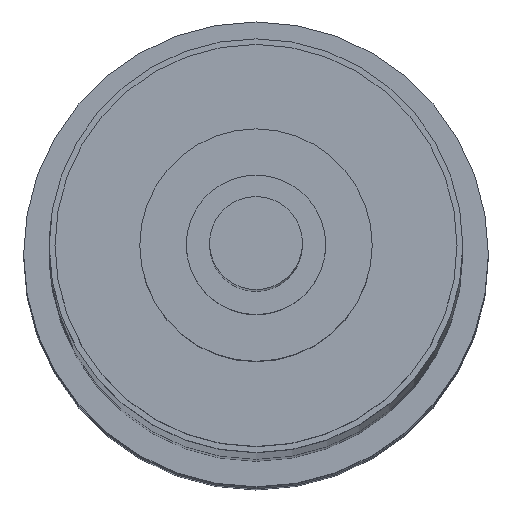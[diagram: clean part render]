
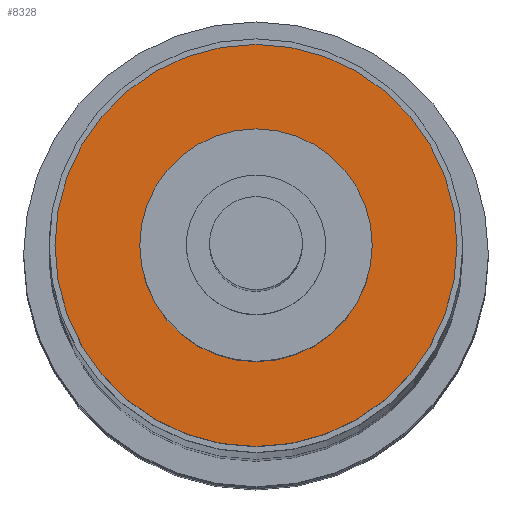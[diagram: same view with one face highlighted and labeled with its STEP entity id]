
A CAD part, top view. The second image highlights one B-rep face of the part: STEP entity #8328.
In plain terms, the highlighted planar face has unit normal (0, 0, 1).
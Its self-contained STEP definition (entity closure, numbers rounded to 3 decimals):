
#513 = CARTESIAN_POINT ( 'NONE',  ( 0.5, 0., 23. ) ) ;
#1051 = ORIENTED_EDGE ( 'NONE', *, *, #5347, .T. ) ;
#1186 = AXIS2_PLACEMENT_3D ( 'NONE', #8772, #8760, #8752 ) ;
#1547 = EDGE_LOOP ( 'NONE', ( #4364, #7095 ) ) ;
#2027 = EDGE_CURVE ( 'NONE', #7778, #7956, #7289, .T. ) ;
#2250 = VERTEX_POINT ( 'NONE', #5677 ) ;
#3417 = EDGE_CURVE ( 'NONE', #4431, #2250, #5838, .T. ) ;
#4323 = AXIS2_PLACEMENT_3D ( 'NONE', #9384, #4404, #10216 ) ;
#4364 = ORIENTED_EDGE ( 'NONE', *, *, #5995, .F. ) ;
#4404 = DIRECTION ( 'NONE',  ( 0., 0., -1. ) ) ;
#4431 = VERTEX_POINT ( 'NONE', #7284 ) ;
#5071 = CIRCLE ( 'NONE', #7681, 0.5 ) ;
#5165 = CARTESIAN_POINT ( 'NONE',  ( -0.5, 0., 23. ) ) ;
#5290 = AXIS2_PLACEMENT_3D ( 'NONE', #6122, #5548, #5531 ) ;
#5293 = DIRECTION ( 'NONE',  ( 1., 0., 0. ) ) ;
#5294 = DIRECTION ( 'NONE',  ( 0., 0., 1. ) ) ;
#5335 = CARTESIAN_POINT ( 'NONE',  ( 0., 0., 23. ) ) ;
#5347 = EDGE_CURVE ( 'NONE', #2250, #4431, #9765, .T. ) ;
#5531 = DIRECTION ( 'NONE',  ( 1., 0., 0. ) ) ;
#5548 = DIRECTION ( 'NONE',  ( 0., 0., 1. ) ) ;
#5677 = CARTESIAN_POINT ( 'NONE',  ( -0.865, 0., 23. ) ) ;
#5838 = CIRCLE ( 'NONE', #5290, 0.865 ) ;
#5995 = EDGE_CURVE ( 'NONE', #7956, #7778, #5071, .T. ) ;
#6122 = CARTESIAN_POINT ( 'NONE',  ( 0., 0., 23. ) ) ;
#7095 = ORIENTED_EDGE ( 'NONE', *, *, #2027, .F. ) ;
#7284 = CARTESIAN_POINT ( 'NONE',  ( 0.865, 0., 23. ) ) ;
#7289 = CIRCLE ( 'NONE', #1186, 0.5 ) ;
#7619 = FACE_BOUND ( 'NONE', #1547, .T. ) ;
#7681 = AXIS2_PLACEMENT_3D ( 'NONE', #10548, #10513, #10482 ) ;
#7778 = VERTEX_POINT ( 'NONE', #5165 ) ;
#7882 = FACE_OUTER_BOUND ( 'NONE', #8792, .T. ) ;
#7956 = VERTEX_POINT ( 'NONE', #513 ) ;
#8328 = ADVANCED_FACE ( 'NONE', ( #7619, #7882 ), #10178, .F. ) ;
#8436 = ORIENTED_EDGE ( 'NONE', *, *, #3417, .T. ) ;
#8752 = DIRECTION ( 'NONE',  ( 1., 0., 0. ) ) ;
#8760 = DIRECTION ( 'NONE',  ( 0., 0., 1. ) ) ;
#8772 = CARTESIAN_POINT ( 'NONE',  ( 0., 0., 23. ) ) ;
#8792 = EDGE_LOOP ( 'NONE', ( #8436, #1051 ) ) ;
#8812 = AXIS2_PLACEMENT_3D ( 'NONE', #5335, #5294, #5293 ) ;
#9384 = CARTESIAN_POINT ( 'NONE',  ( 0., 0.865, 23. ) ) ;
#9765 = CIRCLE ( 'NONE', #8812, 0.865 ) ;
#10178 = PLANE ( 'NONE',  #4323 ) ;
#10216 = DIRECTION ( 'NONE',  ( -1., 0., 0. ) ) ;
#10482 = DIRECTION ( 'NONE',  ( 1., 0., 0. ) ) ;
#10513 = DIRECTION ( 'NONE',  ( 0., 0., 1. ) ) ;
#10548 = CARTESIAN_POINT ( 'NONE',  ( 0., 0., 23. ) ) ;
